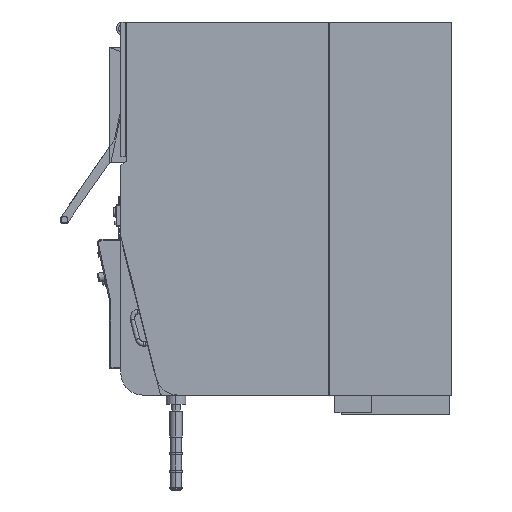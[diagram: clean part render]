
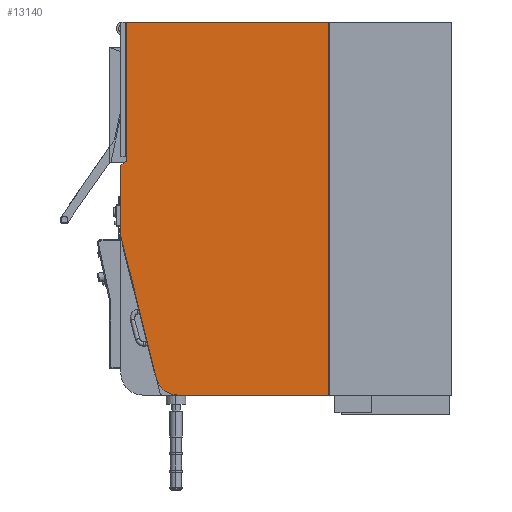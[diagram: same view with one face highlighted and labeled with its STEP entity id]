
A CAD part, left-side view. The second image highlights one B-rep face of the part: STEP entity #13140.
In plain terms, the highlighted planar face has unit normal (-1, 0, 0).
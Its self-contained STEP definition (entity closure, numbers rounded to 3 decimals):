
#415 = LINE ( 'NONE', #26493, #6770 ) ;
#667 = DIRECTION ( 'NONE',  ( 0., 1., 0. ) ) ;
#881 = VECTOR ( 'NONE', #10719, 1000. ) ;
#977 = EDGE_CURVE ( 'NONE', #11913, #33269, #17240, .T. ) ;
#1766 = DIRECTION ( 'NONE',  ( 0., 0., 1. ) ) ;
#1859 = EDGE_CURVE ( 'NONE', #11913, #13807, #11272, .T. ) ;
#2195 = CARTESIAN_POINT ( 'NONE',  ( -1075., 1500., -112.689 ) ) ;
#2209 = ORIENTED_EDGE ( 'NONE', *, *, #32714, .F. ) ;
#2659 = CARTESIAN_POINT ( 'NONE',  ( -1075., 558., -845. ) ) ;
#3020 = AXIS2_PLACEMENT_3D ( 'NONE', #21543, #33287, #1766 ) ;
#4001 = EDGE_CURVE ( 'NONE', #35354, #8494, #415, .T. ) ;
#4162 = LINE ( 'NONE', #9107, #10052 ) ;
#5744 = DIRECTION ( 'NONE',  ( 0., 0., -1. ) ) ;
#6770 = VECTOR ( 'NONE', #15217, 1000. ) ;
#7755 = CARTESIAN_POINT ( 'NONE',  ( -1075., 737.651, 845. ) ) ;
#8470 = ORIENTED_EDGE ( 'NONE', *, *, #36042, .F. ) ;
#8494 = VERTEX_POINT ( 'NONE', #14441 ) ;
#8918 = DIRECTION ( 'NONE',  ( 1., 0., 0. ) ) ;
#8929 = DIRECTION ( 'NONE',  ( 0., -1., 0. ) ) ;
#9107 = CARTESIAN_POINT ( 'NONE',  ( -1075., 1475.301, 530. ) ) ;
#9634 = CARTESIAN_POINT ( 'NONE',  ( -1075., 1477.651, 215. ) ) ;
#9758 = VERTEX_POINT ( 'NONE', #25300 ) ;
#10010 = ORIENTED_EDGE ( 'NONE', *, *, #10204, .F. ) ;
#10051 = VERTEX_POINT ( 'NONE', #27387 ) ;
#10052 = VECTOR ( 'NONE', #32028, 1000. ) ;
#10204 = EDGE_CURVE ( 'NONE', #8494, #9758, #12143, .T. ) ;
#10432 = EDGE_CURVE ( 'NONE', #10051, #13807, #29606, .T. ) ;
#10692 = DIRECTION ( 'NONE',  ( 0., 0., -1. ) ) ;
#10719 = DIRECTION ( 'NONE',  ( 0., 0., -1. ) ) ;
#10836 = CARTESIAN_POINT ( 'NONE',  ( -1075., 558., 0. ) ) ;
#10950 = CARTESIAN_POINT ( 'NONE',  ( -1075., 1480., 215. ) ) ;
#11272 = LINE ( 'NONE', #10836, #881 ) ;
#11913 = VERTEX_POINT ( 'NONE', #22698 ) ;
#12143 = LINE ( 'NONE', #10950, #16159 ) ;
#12325 = ORIENTED_EDGE ( 'NONE', *, *, #14607, .F. ) ;
#12413 = EDGE_CURVE ( 'NONE', #33269, #32632, #4162, .T. ) ;
#12944 = EDGE_CURVE ( 'NONE', #32632, #9758, #16768, .T. ) ;
#13010 = CIRCLE ( 'NONE', #35138, 100. ) ;
#13140 = ADVANCED_FACE ( 'NONE', ( #19441 ), #19583, .F. ) ;
#13807 = VERTEX_POINT ( 'NONE', #2659 ) ;
#14382 = VECTOR ( 'NONE', #8929, 1000. ) ;
#14441 = CARTESIAN_POINT ( 'NONE',  ( -1075., 1500., 195. ) ) ;
#14607 = EDGE_CURVE ( 'NONE', #17596, #35354, #13010, .T. ) ;
#14997 = CARTESIAN_POINT ( 'NONE',  ( -1075., 1475.301, 845. ) ) ;
#15217 = DIRECTION ( 'NONE',  ( 0., 0., 1. ) ) ;
#15792 = ORIENTED_EDGE ( 'NONE', *, *, #4001, .F. ) ;
#15952 = DIRECTION ( 'NONE',  ( 0., 1., 0. ) ) ;
#16103 = ORIENTED_EDGE ( 'NONE', *, *, #12413, .T. ) ;
#16159 = VECTOR ( 'NONE', #36670, 1000. ) ;
#16768 = LINE ( 'NONE', #9634, #33822 ) ;
#17240 = LINE ( 'NONE', #7755, #33836 ) ;
#17485 = CARTESIAN_POINT ( 'NONE',  ( -1075., 1497.014, -136.943 ) ) ;
#17596 = VERTEX_POINT ( 'NONE', #17485 ) ;
#19068 = ORIENTED_EDGE ( 'NONE', *, *, #10432, .T. ) ;
#19441 = FACE_OUTER_BOUND ( 'NONE', #28166, .T. ) ;
#19583 = PLANE ( 'NONE',  #29797 ) ;
#20461 = CARTESIAN_POINT ( 'NONE',  ( -1075., 1400., -112.689 ) ) ;
#20478 = CARTESIAN_POINT ( 'NONE',  ( -1075., 1497.014, -136.943 ) ) ;
#21543 = CARTESIAN_POINT ( 'NONE',  ( -1075., 1241.922, -745. ) ) ;
#22698 = CARTESIAN_POINT ( 'NONE',  ( -1075., 558., 845. ) ) ;
#23964 = CARTESIAN_POINT ( 'NONE',  ( -1075., 1475.301, 215. ) ) ;
#24789 = LINE ( 'NONE', #20478, #30302 ) ;
#25248 = DIRECTION ( 'NONE',  ( 1., 0., 0. ) ) ;
#25300 = CARTESIAN_POINT ( 'NONE',  ( -1075., 1480., 215. ) ) ;
#25513 = CARTESIAN_POINT ( 'NONE',  ( -1075., 1338.937, -769.254 ) ) ;
#26493 = CARTESIAN_POINT ( 'NONE',  ( -1075., 1500., 0. ) ) ;
#27387 = CARTESIAN_POINT ( 'NONE',  ( -1075., 1241.922, -845. ) ) ;
#27663 = CIRCLE ( 'NONE', #3020, 100. ) ;
#28166 = EDGE_LOOP ( 'NONE', ( #8470, #2209, #19068, #35231, #28467, #16103, #37285, #10010, #15792, #12325 ) ) ;
#28467 = ORIENTED_EDGE ( 'NONE', *, *, #977, .T. ) ;
#28534 = VERTEX_POINT ( 'NONE', #25513 ) ;
#28750 = DIRECTION ( 'NONE',  ( 0., 0.243, 0.97 ) ) ;
#29257 = CARTESIAN_POINT ( 'NONE',  ( -1075., 700., -845. ) ) ;
#29606 = LINE ( 'NONE', #29257, #14382 ) ;
#29797 = AXIS2_PLACEMENT_3D ( 'NONE', #33891, #25248, #10692 ) ;
#30302 = VECTOR ( 'NONE', #28750, 1000. ) ;
#32028 = DIRECTION ( 'NONE',  ( 0., 0., -1. ) ) ;
#32632 = VERTEX_POINT ( 'NONE', #23964 ) ;
#32714 = EDGE_CURVE ( 'NONE', #10051, #28534, #27663, .T. ) ;
#33269 = VERTEX_POINT ( 'NONE', #14997 ) ;
#33287 = DIRECTION ( 'NONE',  ( 1., 0., 0. ) ) ;
#33822 = VECTOR ( 'NONE', #667, 1000. ) ;
#33836 = VECTOR ( 'NONE', #15952, 1000. ) ;
#33891 = CARTESIAN_POINT ( 'NONE',  ( -1075., 558., 845. ) ) ;
#35138 = AXIS2_PLACEMENT_3D ( 'NONE', #20461, #8918, #5744 ) ;
#35231 = ORIENTED_EDGE ( 'NONE', *, *, #1859, .F. ) ;
#35354 = VERTEX_POINT ( 'NONE', #2195 ) ;
#36042 = EDGE_CURVE ( 'NONE', #28534, #17596, #24789, .T. ) ;
#36670 = DIRECTION ( 'NONE',  ( 0., -0.707, 0.707 ) ) ;
#37285 = ORIENTED_EDGE ( 'NONE', *, *, #12944, .T. ) ;
